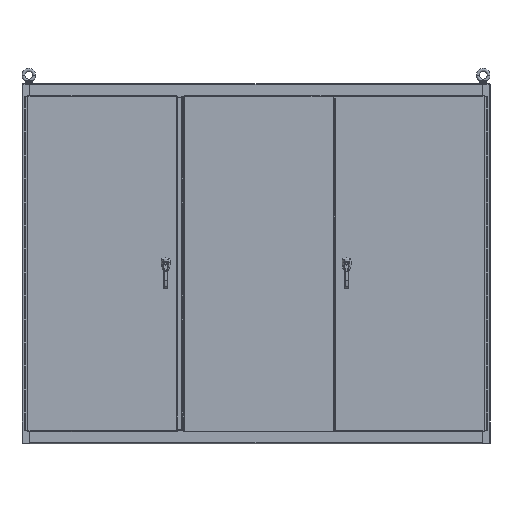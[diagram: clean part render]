
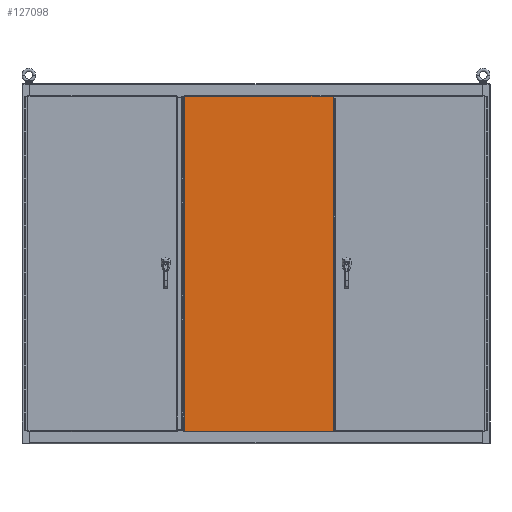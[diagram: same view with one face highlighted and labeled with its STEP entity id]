
A CAD part, front view. The second image highlights one B-rep face of the part: STEP entity #127098.
In plain terms, the highlighted planar face has unit normal (0, -1, 0).
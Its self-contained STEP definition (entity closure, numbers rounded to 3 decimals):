
#2547 = CARTESIAN_POINT ( 'NONE',  ( 18.44, -15.287, 40.003 ) ) ;
#6921 = LINE ( 'NONE', #124891, #106108 ) ;
#7297 = VERTEX_POINT ( 'NONE', #112118 ) ;
#7805 = EDGE_CURVE ( 'NONE', #111590, #78036, #36302, .T. ) ;
#14606 = ORIENTED_EDGE ( 'NONE', *, *, #134836, .F. ) ;
#26633 = LINE ( 'NONE', #145502, #66695 ) ;
#27072 = DIRECTION ( 'NONE',  ( -1., 0., 0. ) ) ;
#30068 = EDGE_CURVE ( 'NONE', #102009, #111590, #6921, .T. ) ;
#36302 = LINE ( 'NONE', #38197, #84549 ) ;
#37351 = CARTESIAN_POINT ( 'NONE',  ( 18.44, -15.287, 39.628 ) ) ;
#38197 = CARTESIAN_POINT ( 'NONE',  ( 18.44, -15.287, -40.003 ) ) ;
#53669 = CARTESIAN_POINT ( 'NONE',  ( 18.44, -15.287, -39.629 ) ) ;
#55112 = VERTEX_POINT ( 'NONE', #2547 ) ;
#61759 = DIRECTION ( 'NONE',  ( 0., 0., 1. ) ) ;
#63091 = DIRECTION ( 'NONE',  ( 0., 0., -1. ) ) ;
#63505 = VECTOR ( 'NONE', #88001, 39.37 ) ;
#63674 = CARTESIAN_POINT ( 'NONE',  ( -17.065, -15.287, 40.003 ) ) ;
#66695 = VECTOR ( 'NONE', #147431, 39.37 ) ;
#75828 = EDGE_CURVE ( 'NONE', #78036, #152103, #184738, .T. ) ;
#78036 = VERTEX_POINT ( 'NONE', #176361 ) ;
#81344 = CARTESIAN_POINT ( 'NONE',  ( -17.065, -15.287, -40.003 ) ) ;
#84198 = ORIENTED_EDGE ( 'NONE', *, *, #30068, .F. ) ;
#84549 = VECTOR ( 'NONE', #95224, 39.37 ) ;
#86053 = DIRECTION ( 'NONE',  ( 0., 0., -1. ) ) ;
#87961 = CARTESIAN_POINT ( 'NONE',  ( 18.44, -15.287, -40.003 ) ) ;
#88001 = DIRECTION ( 'NONE',  ( 0., 0., 1. ) ) ;
#95224 = DIRECTION ( 'NONE',  ( 0., 0., -1. ) ) ;
#99924 = VECTOR ( 'NONE', #86053, 39.37 ) ;
#102009 = VERTEX_POINT ( 'NONE', #37351 ) ;
#103211 = EDGE_CURVE ( 'NONE', #7297, #55112, #26633, .T. ) ;
#105285 = FACE_OUTER_BOUND ( 'NONE', #156581, .T. ) ;
#106108 = VECTOR ( 'NONE', #63091, 39.37 ) ;
#107210 = PLANE ( 'NONE',  #191277 ) ;
#111590 = VERTEX_POINT ( 'NONE', #53669 ) ;
#112118 = CARTESIAN_POINT ( 'NONE',  ( -17.065, -15.287, 40.003 ) ) ;
#112542 = LINE ( 'NONE', #160489, #63505 ) ;
#124891 = CARTESIAN_POINT ( 'NONE',  ( 18.44, -15.287, 40.003 ) ) ;
#127098 = ADVANCED_FACE ( 'NONE', ( #105285 ), #107210, .F. ) ;
#134836 = EDGE_CURVE ( 'NONE', #152103, #7297, #112542, .T. ) ;
#139928 = EDGE_CURVE ( 'NONE', #55112, #102009, #144080, .T. ) ;
#142150 = CARTESIAN_POINT ( 'NONE',  ( 18.44, -15.287, -40.003 ) ) ;
#144080 = LINE ( 'NONE', #87961, #99924 ) ;
#145502 = CARTESIAN_POINT ( 'NONE',  ( -17.065, -15.287, 40.003 ) ) ;
#147431 = DIRECTION ( 'NONE',  ( 1., 0., 0. ) ) ;
#152103 = VERTEX_POINT ( 'NONE', #81344 ) ;
#154892 = ORIENTED_EDGE ( 'NONE', *, *, #75828, .F. ) ;
#156581 = EDGE_LOOP ( 'NONE', ( #189825, #84198, #179111, #182398, #14606, #154892 ) ) ;
#160489 = CARTESIAN_POINT ( 'NONE',  ( -17.065, -15.287, 40.003 ) ) ;
#176011 = VECTOR ( 'NONE', #27072, 39.37 ) ;
#176361 = CARTESIAN_POINT ( 'NONE',  ( 18.44, -15.287, -40.003 ) ) ;
#179111 = ORIENTED_EDGE ( 'NONE', *, *, #139928, .F. ) ;
#179666 = DIRECTION ( 'NONE',  ( 0., 1., 0. ) ) ;
#182398 = ORIENTED_EDGE ( 'NONE', *, *, #103211, .F. ) ;
#184738 = LINE ( 'NONE', #142150, #176011 ) ;
#189825 = ORIENTED_EDGE ( 'NONE', *, *, #7805, .F. ) ;
#191277 = AXIS2_PLACEMENT_3D ( 'NONE', #63674, #179666, #61759 ) ;
